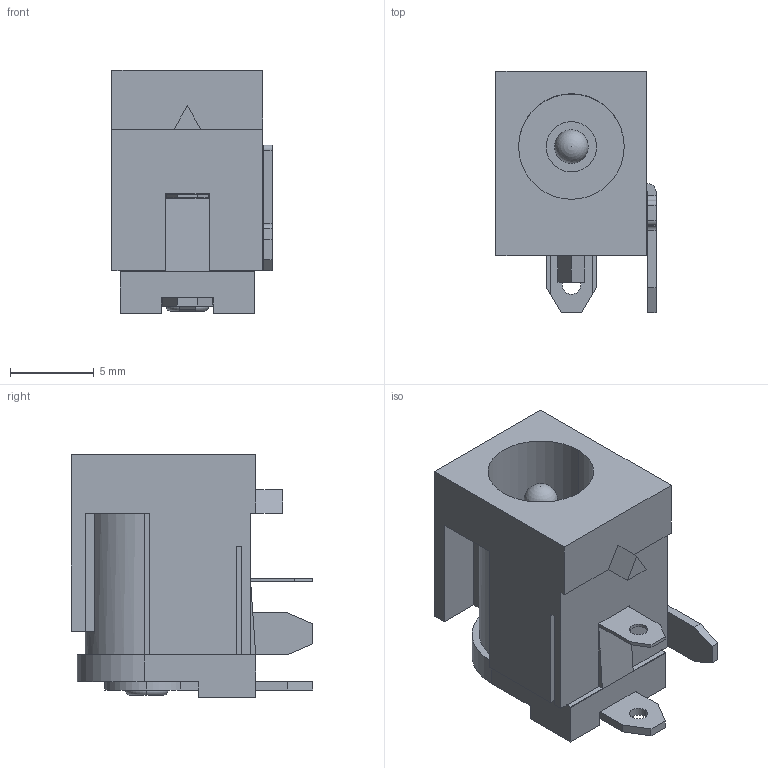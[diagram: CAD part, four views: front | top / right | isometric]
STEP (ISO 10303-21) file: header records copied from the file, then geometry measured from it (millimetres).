
FILE_DESCRIPTION (( 'STEP AP214' ), '1' );
FILE_NAME ('CUI_PJ-057A.step', '2019-02-12T17:59:59', ( '' ), ( '' ), 'SwSTEP 2.0', 'SolidWorks 2018', '' );
FILE_SCHEMA (( 'AUTOMOTIVE_DESIGN' ));
Length unit declared in the file: millimetre
Products named in the file (1): CUI_PJ-057A
Bounding box: 9.55 x 14.4 x 14.5 mm (x, y, z)
Volume: 911.2 mm3; surface area: 1550.5 mm2
Topology: 5 solids, 5 shells, 126 faces, 325 edges, 215 vertices
Faces by surface type: plane 93, cylinder 28, torus 4, sphere 1
Entity records: 5243 total; most frequent: CARTESIAN_POINT 664, ORIENTED_EDGE 646, DIRECTION 643, EDGE_CURVE 323, LINE 257, VECTOR 257, VERTEX_POINT 214, AXIS2_PLACEMENT_3D 193
